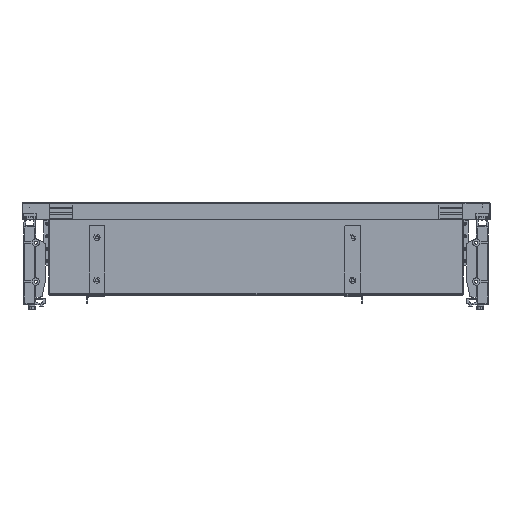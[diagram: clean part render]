
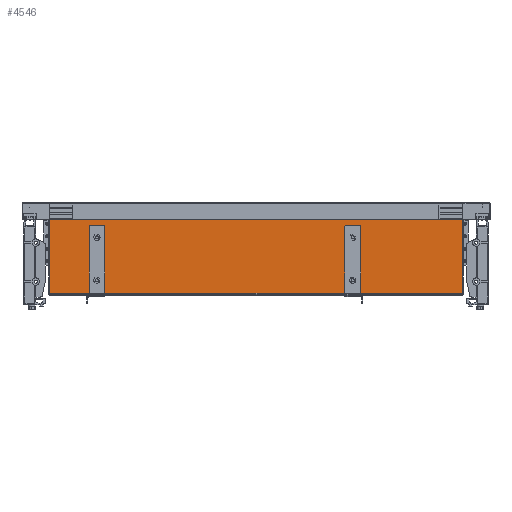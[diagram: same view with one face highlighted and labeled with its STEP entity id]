
A CAD part, left-side view. The second image highlights one B-rep face of the part: STEP entity #4546.
In plain terms, the highlighted planar face has unit normal (-1, 0, 0).
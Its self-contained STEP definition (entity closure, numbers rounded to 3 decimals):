
#4546=ADVANCED_FACE('',(#10300),#10301,.T.);
#10300=FACE_OUTER_BOUND('',#17307,.T.);
#10301=PLANE('',#17308);
#17307=EDGE_LOOP('',(#29575,#29576,#29577,#29578,#29579,#29580,#29581,#29582));
#17308=AXIS2_PLACEMENT_3D('',#29583,#29584,#29585);
#29575=ORIENTED_EDGE('',*,*,#45251,.T.);
#29576=ORIENTED_EDGE('',*,*,#45185,.T.);
#29577=ORIENTED_EDGE('',*,*,#45259,.T.);
#29578=ORIENTED_EDGE('',*,*,#45463,.F.);
#29579=ORIENTED_EDGE('',*,*,#45175,.F.);
#29580=ORIENTED_EDGE('',*,*,#45109,.F.);
#29581=ORIENTED_EDGE('',*,*,#45183,.F.);
#29582=ORIENTED_EDGE('',*,*,#45584,.T.);
#29583=CARTESIAN_POINT('',(18.25,35.85,72.55));
#29584=DIRECTION('',(-1.0,0.0,0.0));
#29585=DIRECTION('',(0.0,0.0,1.0));
#45109=EDGE_CURVE('',#54788,#54789,#54790,.T.);
#45175=EDGE_CURVE('',#54789,#54880,#54881,.T.);
#45183=EDGE_CURVE('',#54894,#54788,#54896,.T.);
#45185=EDGE_CURVE('',#54898,#54899,#54900,.T.);
#45251=EDGE_CURVE('',#54990,#54898,#54991,.T.);
#45259=EDGE_CURVE('',#54899,#55004,#55006,.T.);
#45463=EDGE_CURVE('',#54880,#55004,#55292,.T.);
#45584=EDGE_CURVE('',#54894,#54990,#55465,.T.);
#54788=VERTEX_POINT('',#68865);
#54789=VERTEX_POINT('',#68866);
#54790=LINE('',#68867,#68868);
#54880=VERTEX_POINT('',#68984);
#54881=LINE('',#68985,#68986);
#54894=VERTEX_POINT('',#69002);
#54896=LINE('',#69004,#69005);
#54898=VERTEX_POINT('',#69007);
#54899=VERTEX_POINT('',#69008);
#54900=LINE('',#69009,#69010);
#54990=VERTEX_POINT('',#69126);
#54991=LINE('',#69127,#69128);
#55004=VERTEX_POINT('',#69144);
#55006=LINE('',#69146,#69147);
#55292=LINE('',#69553,#69554);
#55465=LINE('',#69790,#69791);
#68865=CARTESIAN_POINT('',(18.25,35.85,115.8));
#68866=CARTESIAN_POINT('',(18.25,35.85,55.8));
#68867=CARTESIAN_POINT('',(18.25,35.85,124.55));
#68868=VECTOR('',#83533,1.0);
#68984=CARTESIAN_POINT('',(18.25,35.85,20.55));
#68985=CARTESIAN_POINT('',(18.25,35.85,124.55));
#68986=VECTOR('',#83620,1.0);
#69002=CARTESIAN_POINT('',(18.25,35.85,124.55));
#69004=CARTESIAN_POINT('',(18.25,35.85,124.55));
#69005=VECTOR('',#83636,1.0);
#69007=CARTESIAN_POINT('',(18.25,564.15,115.8));
#69008=CARTESIAN_POINT('',(18.25,564.15,55.8));
#69009=CARTESIAN_POINT('',(18.25,564.15,124.55));
#69010=VECTOR('',#83637,1.0);
#69126=CARTESIAN_POINT('',(18.25,564.15,124.55));
#69127=CARTESIAN_POINT('',(18.25,564.15,124.55));
#69128=VECTOR('',#83724,1.0);
#69144=CARTESIAN_POINT('',(18.25,564.15,20.55));
#69146=CARTESIAN_POINT('',(18.25,564.15,124.55));
#69147=VECTOR('',#83740,1.0);
#69553=CARTESIAN_POINT('',(18.25,35.85,20.55));
#69554=VECTOR('',#83939,1.0);
#69790=CARTESIAN_POINT('',(18.25,35.85,124.55));
#69791=VECTOR('',#84099,1.0);
#83533=DIRECTION('',(0.0,0.0,-1.0));
#83620=DIRECTION('',(0.0,0.0,-1.0));
#83636=DIRECTION('',(0.0,0.0,-1.0));
#83637=DIRECTION('',(0.0,0.0,-1.0));
#83724=DIRECTION('',(0.0,0.0,-1.0));
#83740=DIRECTION('',(0.0,0.0,-1.0));
#83939=DIRECTION('',(0.0,1.0,0.0));
#84099=DIRECTION('',(0.0,1.0,0.0));
